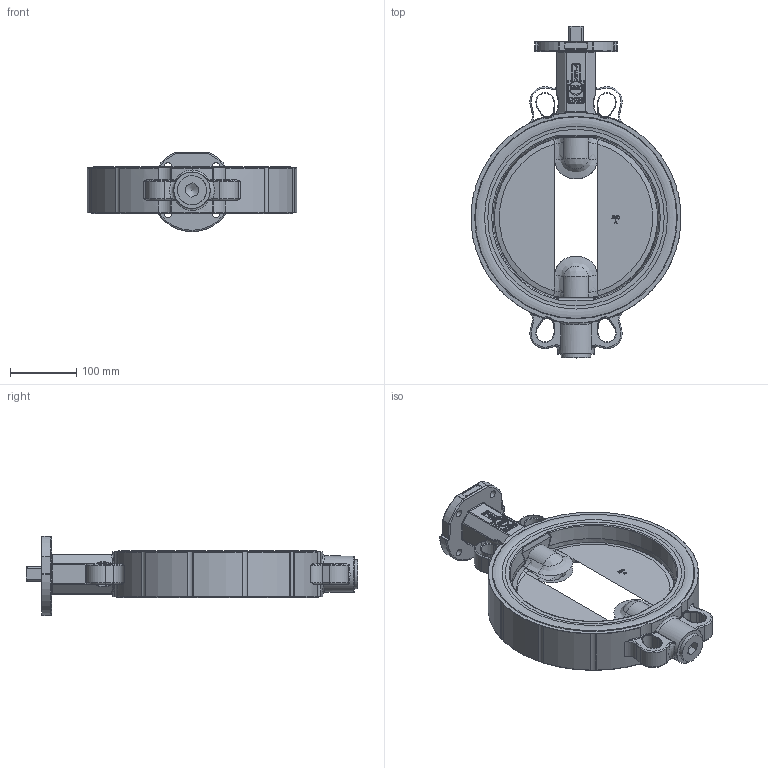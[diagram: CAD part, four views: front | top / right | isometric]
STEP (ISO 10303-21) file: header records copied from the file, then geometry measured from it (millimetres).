
FILE_DESCRIPTION(/* description */ (''),/* implementation_level */ '2;1');
FILE_NAME(/* name */ 'Z011-A DN250.stp',/* time_stamp */ '2021-04-28T09:23:03+02:00',/* author */ ('hellwig'),/* organization */ (''),/* preprocessor_version */ 'ST-DEVELOPER v16.5',/* originating_system */ 'Autodesk Inventor 2017',/* authorisation */ '');
FILE_SCHEMA (('AUTOMOTIVE_DESIGN { 1 0 10303 214 3 1 1 }'));
Length unit declared in the file: millimetre
Products named in the file (1): M73326
Bounding box: 317.03 x 501.5 x 119.5 mm (x, y, z)
Volume: 3303237.9 mm3; surface area: 466674.3 mm2
Topology: 2 solids, 26 shells, 1390 faces, 3467 edges, 2140 vertices
Faces by surface type: bspline 468, cylinder 353, plane 315, torus 192, cone 62
Full cylindrical faces by diameter (mm): 4 x1, 4.917 x2, 6 x1, 11 x4, 25.2 x1, 25.5 x6, 26 x1, 30 x10, 30.1 x4, 30.2 x9, 30.35 x4, 34.6 x4, 34.95 x4, 35 x3, 36.376 x2, 38 x3, 44 x3, 44.1 x2, 55 x1, 70.1 x1, 263.3 x2, 263.5 x2, 296 x2, 306 x4
Entity records: 49386 total; most frequent: CARTESIAN_POINT 17965, ORIENTED_EDGE 6506, DIRECTION 5560, EDGE_CURVE 3252, AXIS2_PLACEMENT_3D 2252, VERTEX_POINT 2083, EDGE_LOOP 1622, STYLED_ITEM 1387
